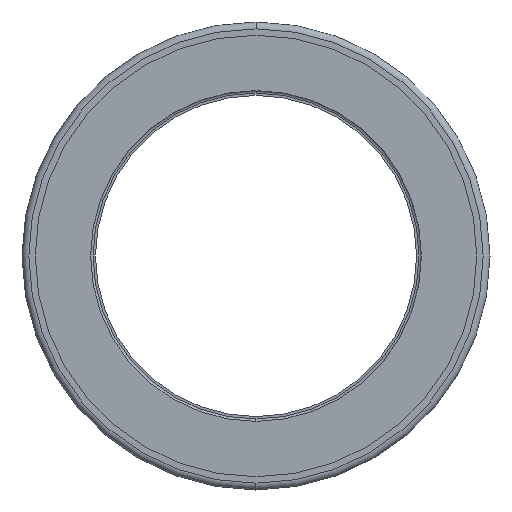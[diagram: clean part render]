
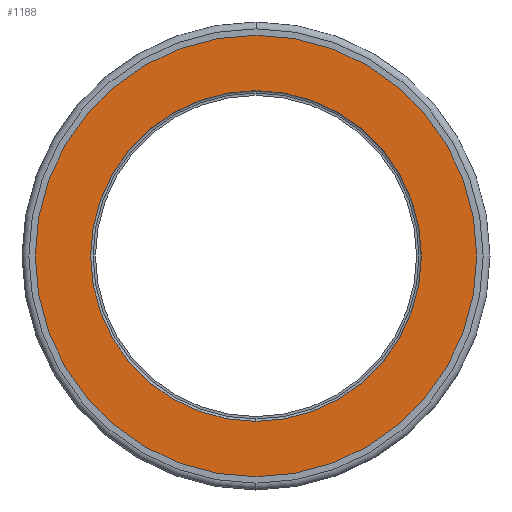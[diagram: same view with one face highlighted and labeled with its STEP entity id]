
A CAD part, left-side view. The second image highlights one B-rep face of the part: STEP entity #1188.
In plain terms, the highlighted planar face has unit normal (-1, 0, 0).
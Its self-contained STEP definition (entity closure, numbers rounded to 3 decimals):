
#736 = CARTESIAN_POINT ( 'NONE',  ( 0., 0., 0. ) ) ;
#1168 = VERTEX_POINT ( 'NONE', #9235 ) ;
#1188 = ADVANCED_FACE ( 'NONE', ( #4666, #4760 ), #9615, .F. ) ;
#1211 = ORIENTED_EDGE ( 'NONE', *, *, #1699, .T. ) ;
#1322 = CARTESIAN_POINT ( 'NONE',  ( 0., 0., 27.5 ) ) ;
#1344 = ORIENTED_EDGE ( 'NONE', *, *, #6588, .T. ) ;
#1699 = EDGE_CURVE ( 'NONE', #2921, #2531, #2210, .T. ) ;
#2176 = ORIENTED_EDGE ( 'NONE', *, *, #9414, .F. ) ;
#2210 = CIRCLE ( 'NONE', #3412, 27.5 ) ;
#2531 = VERTEX_POINT ( 'NONE', #1322 ) ;
#2611 = CARTESIAN_POINT ( 'NONE',  ( 0., 0., -27.5 ) ) ;
#2921 = VERTEX_POINT ( 'NONE', #2611 ) ;
#2931 = ORIENTED_EDGE ( 'NONE', *, *, #4544, .F. ) ;
#3412 = AXIS2_PLACEMENT_3D ( 'NONE', #7908, #7922, #7942 ) ;
#3697 = AXIS2_PLACEMENT_3D ( 'NONE', #4198, #4174, #4126 ) ;
#4126 = DIRECTION ( 'NONE',  ( 0., 0., 1. ) ) ;
#4174 = DIRECTION ( 'NONE',  ( -1., 0., 0. ) ) ;
#4192 = AXIS2_PLACEMENT_3D ( 'NONE', #9696, #9699, #9711 ) ;
#4198 = CARTESIAN_POINT ( 'NONE',  ( 0., 0., 0. ) ) ;
#4544 = EDGE_CURVE ( 'NONE', #1168, #7768, #6002, .T. ) ;
#4635 = CIRCLE ( 'NONE', #7863, 27.5 ) ;
#4666 = FACE_BOUND ( 'NONE', #9955, .T. ) ;
#4760 = FACE_OUTER_BOUND ( 'NONE', #10204, .T. ) ;
#5468 = CIRCLE ( 'NONE', #3697, 20.6 ) ;
#6002 = CIRCLE ( 'NONE', #9028, 20.6 ) ;
#6588 = EDGE_CURVE ( 'NONE', #2531, #2921, #4635, .T. ) ;
#7394 = DIRECTION ( 'NONE',  ( 0., 0., 1. ) ) ;
#7422 = DIRECTION ( 'NONE',  ( -1., 0., 0. ) ) ;
#7434 = CARTESIAN_POINT ( 'NONE',  ( 0., 0., 0. ) ) ;
#7768 = VERTEX_POINT ( 'NONE', #9352 ) ;
#7863 = AXIS2_PLACEMENT_3D ( 'NONE', #736, #7969, #7896 ) ;
#7896 = DIRECTION ( 'NONE',  ( 0., 0., 1. ) ) ;
#7908 = CARTESIAN_POINT ( 'NONE',  ( 0., 0., 0. ) ) ;
#7922 = DIRECTION ( 'NONE',  ( -1., 0., 0. ) ) ;
#7942 = DIRECTION ( 'NONE',  ( 0., 0., 1. ) ) ;
#7969 = DIRECTION ( 'NONE',  ( -1., 0., 0. ) ) ;
#9028 = AXIS2_PLACEMENT_3D ( 'NONE', #7434, #7422, #7394 ) ;
#9235 = CARTESIAN_POINT ( 'NONE',  ( 0., 0., 20.6 ) ) ;
#9352 = CARTESIAN_POINT ( 'NONE',  ( 0., 0., -20.6 ) ) ;
#9414 = EDGE_CURVE ( 'NONE', #7768, #1168, #5468, .T. ) ;
#9615 = PLANE ( 'NONE',  #4192 ) ;
#9696 = CARTESIAN_POINT ( 'NONE',  ( 0., 20.6, 0. ) ) ;
#9699 = DIRECTION ( 'NONE',  ( 1., 0., 0. ) ) ;
#9711 = DIRECTION ( 'NONE',  ( 0., 0., -1. ) ) ;
#9955 = EDGE_LOOP ( 'NONE', ( #2931, #2176 ) ) ;
#10204 = EDGE_LOOP ( 'NONE', ( #1344, #1211 ) ) ;
